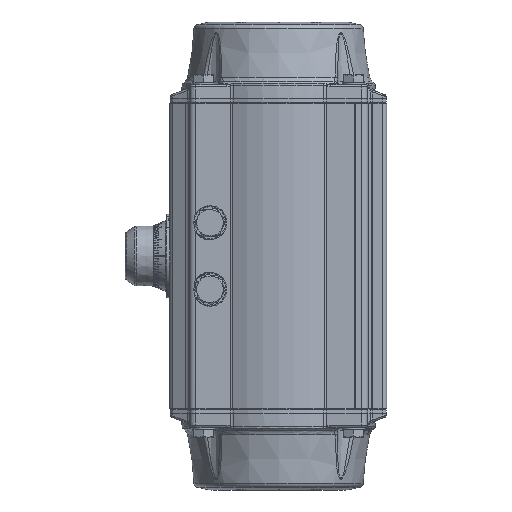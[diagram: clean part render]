
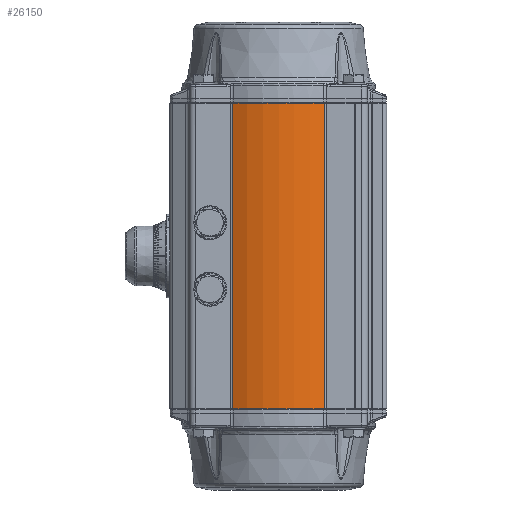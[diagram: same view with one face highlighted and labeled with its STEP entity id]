
A CAD part, left-side view. The second image highlights one B-rep face of the part: STEP entity #26150.
In plain terms, the highlighted cylindrical face has radius 110 mm (diameter 220 mm), a partial arc.
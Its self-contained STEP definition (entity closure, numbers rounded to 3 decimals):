
#1573=CYLINDRICAL_SURFACE('',#28960,110.);
#3788=FACE_OUTER_BOUND('',#5367,.T.);
#5367=EDGE_LOOP('',(#24161,#24162,#24163,#24164));
#7042=LINE('',#69550,#8714);
#7043=LINE('',#69552,#8715);
#8714=VECTOR('',#36143,345.);
#8715=VECTOR('',#36146,345.);
#9710=CIRCLE('',#28219,110.);
#10052=CIRCLE('',#28920,110.);
#11831=VERTEX_POINT('',#55325);
#11832=VERTEX_POINT('',#55327);
#12458=VERTEX_POINT('',#69401);
#12459=VERTEX_POINT('',#69403);
#15313=EDGE_CURVE('',#11832,#11831,#9710,.T.);
#16347=EDGE_CURVE('',#12459,#12458,#10052,.T.);
#16410=EDGE_CURVE('',#12459,#11831,#7042,.T.);
#16411=EDGE_CURVE('',#11832,#12458,#7043,.T.);
#24161=ORIENTED_EDGE('',*,*,#16347,.T.);
#24162=ORIENTED_EDGE('',*,*,#16411,.F.);
#24163=ORIENTED_EDGE('',*,*,#15313,.T.);
#24164=ORIENTED_EDGE('',*,*,#16410,.F.);
#26150=ADVANCED_FACE('',(#3788),#1573,.T.);
#28219=AXIS2_PLACEMENT_3D('',#55328,#34276,#34277);
#28920=AXIS2_PLACEMENT_3D('',#69404,#36026,#36027);
#28960=AXIS2_PLACEMENT_3D('',#69551,#36144,#36145);
#34276=DIRECTION('center_axis',(0.,0.,1.));
#34277=DIRECTION('ref_axis',(-0.877,0.48,0.));
#36026=DIRECTION('center_axis',(0.,0.,-1.));
#36027=DIRECTION('ref_axis',(-0.877,0.48,0.));
#36143=DIRECTION('',(0.,0.,-1.));
#36144=DIRECTION('center_axis',(0.,0.,1.));
#36145=DIRECTION('ref_axis',(-0.877,0.48,0.));
#36146=DIRECTION('',(0.,0.,1.));
#55325=CARTESIAN_POINT('',(-97.087,-51.712,0.));
#55327=CARTESIAN_POINT('',(-97.087,51.712,0.));
#55328=CARTESIAN_POINT('Origin',(0.,0.,0.));
#69401=CARTESIAN_POINT('',(-97.087,51.712,345.));
#69403=CARTESIAN_POINT('',(-97.087,-51.712,345.));
#69404=CARTESIAN_POINT('Origin',(0.,0.,345.));
#69550=CARTESIAN_POINT('',(-97.087,-51.712,345.));
#69551=CARTESIAN_POINT('Origin',(0.,0.,0.));
#69552=CARTESIAN_POINT('',(-97.087,51.712,0.));
